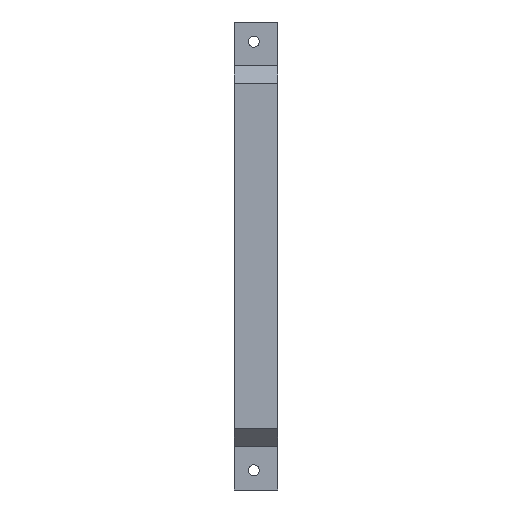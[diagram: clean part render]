
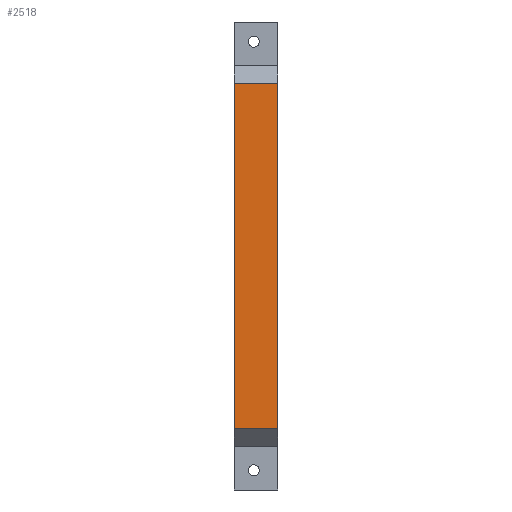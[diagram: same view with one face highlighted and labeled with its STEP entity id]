
A CAD part, left-side view. The second image highlights one B-rep face of the part: STEP entity #2518.
In plain terms, the highlighted planar face has unit normal (-1, 0, 0).
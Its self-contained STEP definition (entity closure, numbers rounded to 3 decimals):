
#124=FACE_OUTER_BOUND('',#258,.T.);
#258=EDGE_LOOP('',(#1671,#1672,#1673,#1674));
#418=LINE('',#3562,#734);
#419=LINE('',#3565,#735);
#420=LINE('',#3567,#736);
#421=LINE('',#3568,#737);
#734=VECTOR('',#2862,10.);
#735=VECTOR('',#2865,10.);
#736=VECTOR('',#2866,10.);
#737=VECTOR('',#2867,10.);
#1047=VERTEX_POINT('',#3555);
#1050=VERTEX_POINT('',#3560);
#1051=VERTEX_POINT('',#3564);
#1052=VERTEX_POINT('',#3566);
#1298=EDGE_CURVE('',#1050,#1047,#418,.T.);
#1299=EDGE_CURVE('',#1050,#1051,#419,.T.);
#1300=EDGE_CURVE('',#1052,#1051,#420,.T.);
#1301=EDGE_CURVE('',#1047,#1052,#421,.T.);
#1671=ORIENTED_EDGE('',*,*,#1298,.F.);
#1672=ORIENTED_EDGE('',*,*,#1299,.T.);
#1673=ORIENTED_EDGE('',*,*,#1300,.F.);
#1674=ORIENTED_EDGE('',*,*,#1301,.F.);
#2412=PLANE('',#2666);
#2518=ADVANCED_FACE('',(#124),#2412,.T.);
#2666=AXIS2_PLACEMENT_3D('',#3563,#2863,#2864);
#2862=DIRECTION('',(0.,-1.,0.));
#2863=DIRECTION('center_axis',(-1.,0.,0.));
#2864=DIRECTION('ref_axis',(0.,0.,-1.));
#2865=DIRECTION('',(0.,0.,-1.));
#2866=DIRECTION('',(0.,1.,0.));
#2867=DIRECTION('',(0.,0.,-1.));
#3555=CARTESIAN_POINT('',(-71.,-10.5,39.5));
#3560=CARTESIAN_POINT('',(-71.,-0.5,39.5));
#3562=CARTESIAN_POINT('',(-71.,-0.5,39.5));
#3563=CARTESIAN_POINT('Origin',(-71.,-0.5,43.5));
#3564=CARTESIAN_POINT('',(-71.,-0.5,-39.5));
#3565=CARTESIAN_POINT('',(-71.,-0.5,43.5));
#3566=CARTESIAN_POINT('',(-71.,-10.5,-39.5));
#3567=CARTESIAN_POINT('',(-71.,-0.5,-39.5));
#3568=CARTESIAN_POINT('',(-71.,-10.5,43.5));
